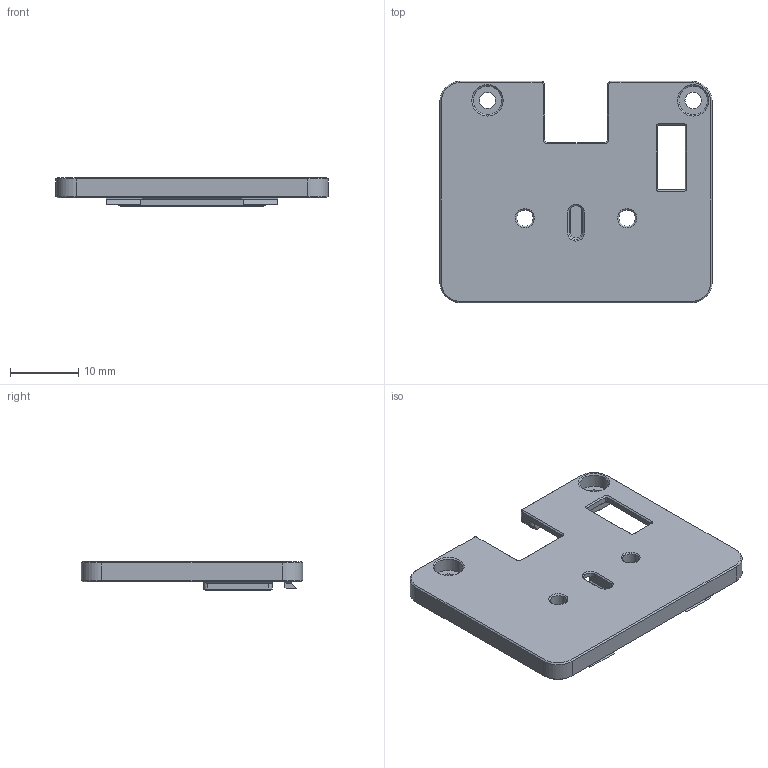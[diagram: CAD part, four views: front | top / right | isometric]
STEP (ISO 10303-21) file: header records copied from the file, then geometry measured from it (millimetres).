
FILE_DESCRIPTION(/* description */ (''),/* implementation_level */ '2;1');
FILE_NAME(/* name */ 'Switch Base Part B v1.3.step',/* time_stamp */ '2023-09-02T22:21:18+02:00',/* author */ (''),/* organization */ (''),/* preprocessor_version */ 'ST-DEVELOPER v20',/* originating_system */ 'Autodesk Translation Framework v12.9.0.99',/* authorisation */ '');
FILE_SCHEMA (('AUTOMOTIVE_DESIGN { 1 0 10303 214 3 1 1 }'));
Length unit declared in the file: millimetre
Products named in the file (1): Switch Base Part B v1.3
Bounding box: 40 x 32.5 x 4.25 mm (x, y, z)
Volume: 2823.9 mm3; surface area: 3196.8 mm2
Topology: 1 solids, 1 shells, 279 faces, 650 edges, 381 vertices
Faces by surface type: plane 146, cone 74, cylinder 51, bspline 8
Full cylindrical faces by diameter (mm): 2 x1, 2.2 x3, 2.4 x4, 2.7 x3, 3 x1, 4 x1, 4.2 x2
Entity records: 7959 total; most frequent: CARTESIAN_POINT 1535, DIRECTION 1352, ORIENTED_EDGE 1300, EDGE_CURVE 650, LINE 452, VECTOR 452, AXIS2_PLACEMENT_3D 450, VERTEX_POINT 381
